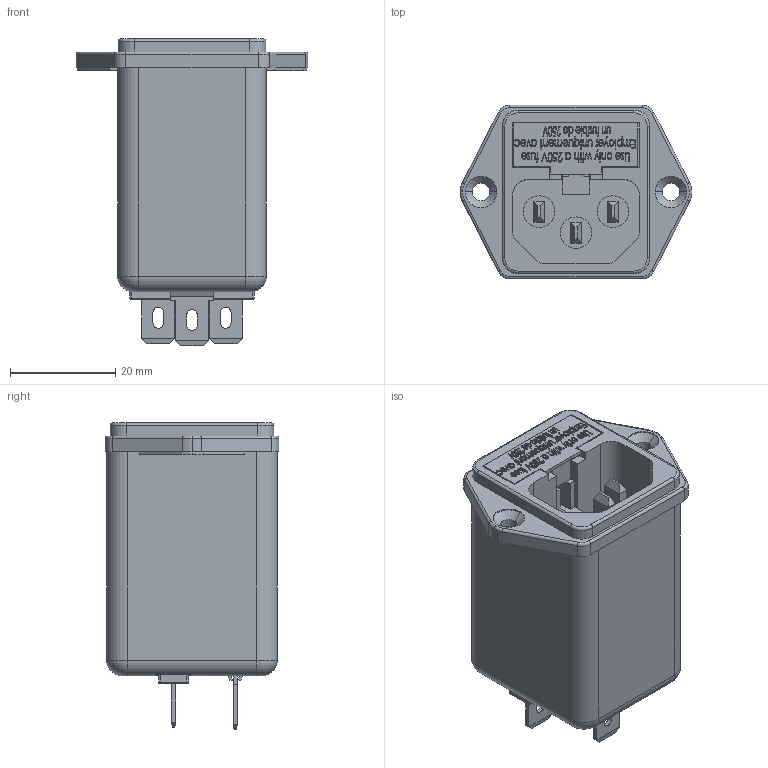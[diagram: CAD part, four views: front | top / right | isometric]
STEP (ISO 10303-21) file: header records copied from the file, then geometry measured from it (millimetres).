
FILE_DESCRIPTION (( 'STEP AP203' ), '1' );
FILE_NAME ('04BEEG3F.STEP', '2015-10-06T09:42:35', ( 'Delta User' ), ( 'Delta Electronics, Inc.' ), 'SwSTEP 2.0', 'SolidWorks 2011', '' );
FILE_SCHEMA (( 'CONFIG_CONTROL_DESIGN' ));
Products named in the file (4): FUSE PULLER_STD; 3320040100; 04BEEG3F; 3020602220_STD
Assembly tree (3 placements, depth 2):
  04BEEG3F
    3020602220_STD
    3320040100
    FUSE PULLER_STD
Bounding box: 44 x 33 x 58.4 mm (x, y, z)
Volume: 12725.3 mm3; surface area: 21567.1 mm2
Topology: 3 solids, 3 shells, 1190 faces, 3188 edges, 2085 vertices
Faces by surface type: plane 687, bspline 368, cylinder 104, torus 19, sphere 8, cone 4
Entity records: 53810 total; most frequent: CARTESIAN_POINT 25997, ORIENTED_EDGE 6360, DIRECTION 4336, EDGE_CURVE 3180, LINE 2208, VECTOR 2208, VERTEX_POINT 2085, EDGE_LOOP 1307
